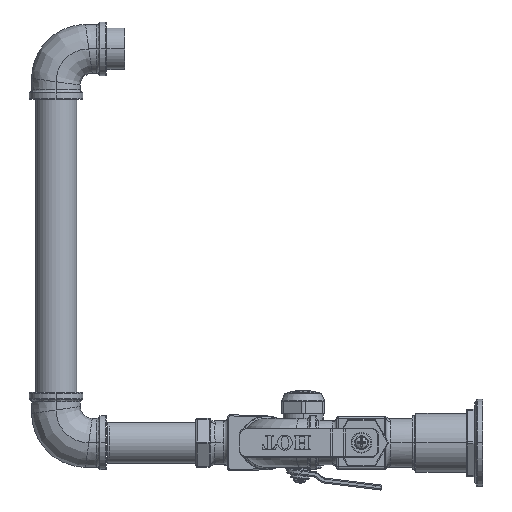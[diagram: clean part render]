
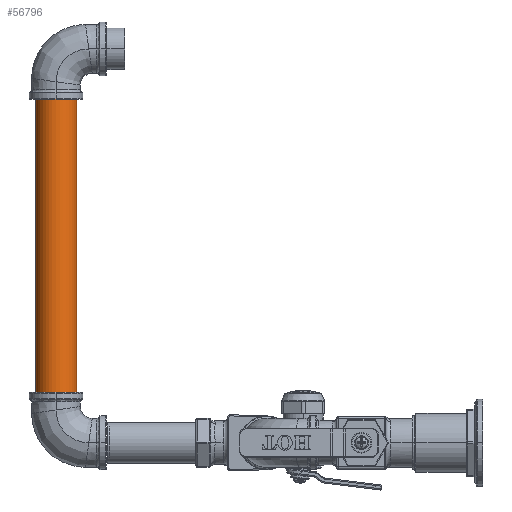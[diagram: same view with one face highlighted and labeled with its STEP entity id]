
A CAD part, left-side view. The second image highlights one B-rep face of the part: STEP entity #56796.
In plain terms, the highlighted cylindrical face has radius 13.462 mm (diameter 26.924 mm), a partial arc.
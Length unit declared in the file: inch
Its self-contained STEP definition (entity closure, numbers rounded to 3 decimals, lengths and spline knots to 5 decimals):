
#53990=DIRECTION('',(0.,0.,1.));
#53991=VECTOR('',#53990,7.48);
#53992=CARTESIAN_POINT('',(0.,10.3675,1.2875));
#53993=LINE('',#53992,#53991);
#53997=CARTESIAN_POINT('',(0.,10.8975,8.7675));
#53998=DIRECTION('',(0.,0.,1.));
#53999=DIRECTION('',(0.,1.,0.));
#54000=AXIS2_PLACEMENT_3D('',#53997,#53998,#53999);
#54005=DIRECTION('',(0.,0.,1.));
#54006=VECTOR('',#54005,7.48);
#54007=CARTESIAN_POINT('',(0.,11.4275,1.2875));
#54008=LINE('',#54007,#54006);
#54036=CARTESIAN_POINT('',(0.,10.8975,1.2875));
#54037=DIRECTION('',(0.,0.,1.));
#54038=DIRECTION('',(0.,1.,0.));
#54039=AXIS2_PLACEMENT_3D('',#54036,#54037,#54038);
#55554=CARTESIAN_POINT('',(0.,10.3675,1.2875));
#55555=CARTESIAN_POINT('',(0.,11.4275,1.2875));
#55556=VERTEX_POINT('',#55554);
#55557=VERTEX_POINT('',#55555);
#55611=CARTESIAN_POINT('',(0.,10.3675,8.7675));
#55612=CARTESIAN_POINT('',(0.,11.4275,8.7675));
#55613=VERTEX_POINT('',#55611);
#55614=VERTEX_POINT('',#55612);
#56784=CARTESIAN_POINT('',(0.,10.8975,9.2775));
#56785=DIRECTION('',(0.,0.,1.));
#56786=DIRECTION('',(0.,-1.,0.));
#56787=AXIS2_PLACEMENT_3D('',#56784,#56785,#56786);
#56788=CYLINDRICAL_SURFACE('',#56787,0.53);
#56789=ORIENTED_EDGE('',*,*,#56726,.T.);
#56790=ORIENTED_EDGE('',*,*,#56767,.F.);
#56792=ORIENTED_EDGE('',*,*,#56791,.F.);
#56793=ORIENTED_EDGE('',*,*,#56763,.T.);
#56794=EDGE_LOOP('',(#56789,#56790,#56792,#56793));
#56795=FACE_OUTER_BOUND('',#56794,.F.);
#54001=CIRCLE('',#54000,0.53);
#54040=CIRCLE('',#54039,0.53);
#56726=EDGE_CURVE('',#55614,#55613,#54001,.T.);
#56763=EDGE_CURVE('',#55557,#55614,#54008,.T.);
#56767=EDGE_CURVE('',#55556,#55613,#53993,.T.);
#56791=EDGE_CURVE('',#55557,#55556,#54040,.T.);
#56796=ADVANCED_FACE('',(#56795),#56788,.T.);
